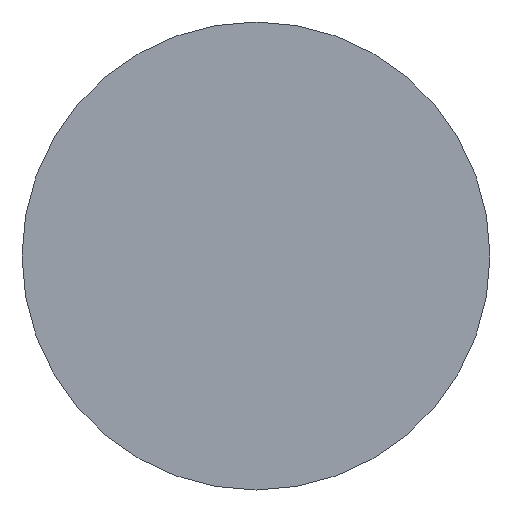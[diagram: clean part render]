
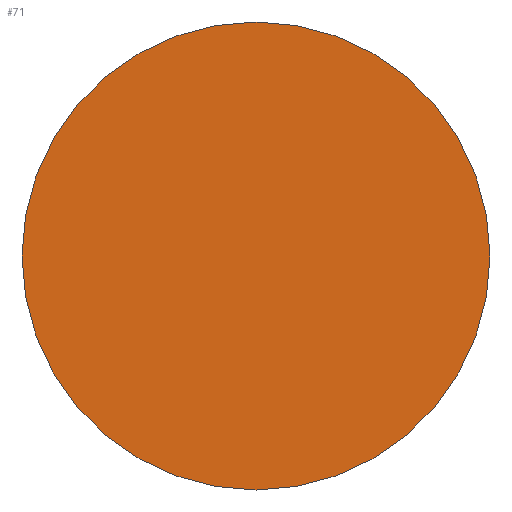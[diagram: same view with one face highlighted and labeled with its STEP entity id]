
A CAD part, front view. The second image highlights one B-rep face of the part: STEP entity #71.
In plain terms, the highlighted planar face has unit normal (0, -1, 0).
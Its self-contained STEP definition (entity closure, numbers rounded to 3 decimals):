
#71=ADVANCED_FACE('',(#96),#98,.F.);
#96=FACE_BOUND('',#97,.T.);
#97=EDGE_LOOP('',(#106));
#98=PLANE('',#99);
#99=AXIS2_PLACEMENT_3D('',#100,#101,#102);
#100=CARTESIAN_POINT('',(0.,0.,0.));
#101=DIRECTION('',(0.,1.,0.));
#102=DIRECTION('',(-1.,0.,0.));
#106=ORIENTED_EDGE('',*,*,#108,.F.);
#108=EDGE_CURVE('',#111,#111,#112,.T.);
#111=VERTEX_POINT('',#118);
#112=CIRCLE('',#119,5.);
#118=CARTESIAN_POINT('',(-5.,0.,0.));
#119=AXIS2_PLACEMENT_3D('',#120,#121,#122);
#120=CARTESIAN_POINT('',(0.,0.,0.));
#121=DIRECTION('',(0.,1.,0.));
#122=DIRECTION('',(-1.,0.,0.));
